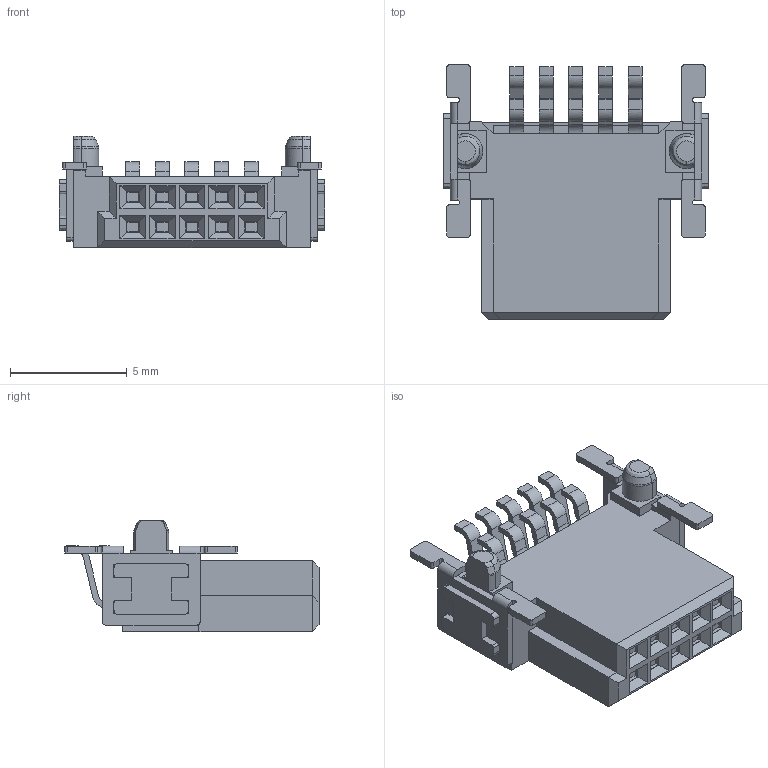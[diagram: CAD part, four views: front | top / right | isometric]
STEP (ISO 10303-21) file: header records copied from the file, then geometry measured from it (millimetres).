
FILE_DESCRIPTION((''),'2;1');
FILE_NAME( 'MD_TB3D_1525010x601xxx.stp','2011-06-28T05:33:54',('User'),('SDRC'),'I-DEAS Master Series 9','UNIX','Yes');
FILE_SCHEMA(('CONFIG_CONTROL_DESIGN', 'GEOMETRIC_VALIDATION_PROPERTIES_MIM','SHAPE_APPEARANCE_LAYER_MIM'));
Length unit declared in the file: millimetre
Bounding box: 11.39 x 10.9 x 4.77 mm (x, y, z)
Volume: 221.9 mm3; surface area: 493.1 mm2
Topology: 1 solids, 1 shells, 520 faces, 1452 edges, 954 vertices
Faces by surface type: bspline 520
Entity records: 16228 total; most frequent: CARTESIAN_POINT 6683, ORIENTED_EDGE 2904, EDGE_CURVE 1452, VERTEX_POINT 954, OVER_RIDING_STYLED_ITEM 870, B_SPLINE_CURVE_WITH_KNOTS 742, EDGE_LOOP 556, FACE_OUTER_BOUND 520
